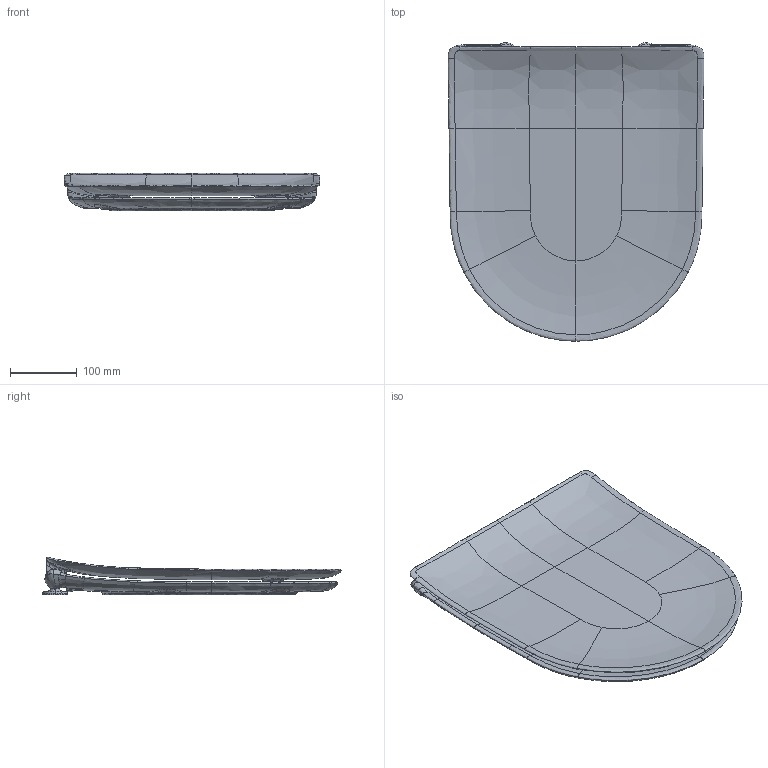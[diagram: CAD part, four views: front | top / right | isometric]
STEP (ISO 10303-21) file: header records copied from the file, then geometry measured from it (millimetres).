
FILE_DESCRIPTION(/* description */ (''),/* implementation_level */ '2;1');
FILE_NAME(/* name */ '002641',/* time_stamp */ '2022-02-10T14:03:22+01:00',/* author */ (''),/* organization */ (''),/* preprocessor_version */ 'ST-DEVELOPER v15',/* originating_system */ '',/* authorisation */ '');
FILE_SCHEMA (('AUTOMOTIVE_DESIGN'));
Length unit declared in the file: millimetre
Products named in the file (1): Document
Bounding box: 382.76 x 446.6 x 56.74 mm (x, y, z)
Volume: 1197479.4 mm3; surface area: 529746.7 mm2
Topology: 5 solids, 6 shells, 531 faces, 1251 edges, 730 vertices
Faces by surface type: bspline 485, plane 46
Entity records: 31829 total; most frequent: CARTESIAN_POINT 23977, ORIENTED_EDGE 2494, EDGE_CURVE 1251, B_SPLINE_CURVE_WITH_KNOTS 1098, VERTEX_POINT 730, EDGE_LOOP 540, ADVANCED_FACE 531, FACE_OUTER_BOUND 531
